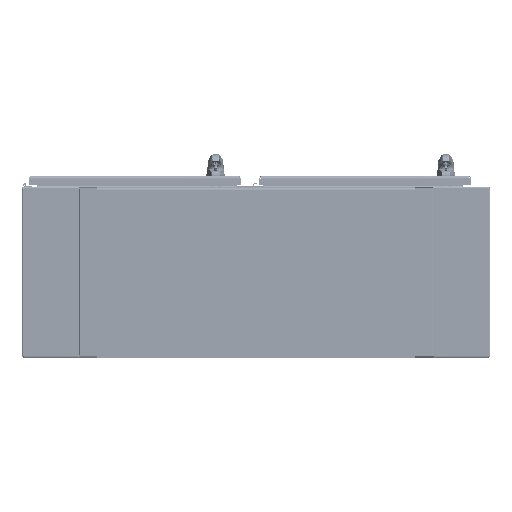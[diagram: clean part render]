
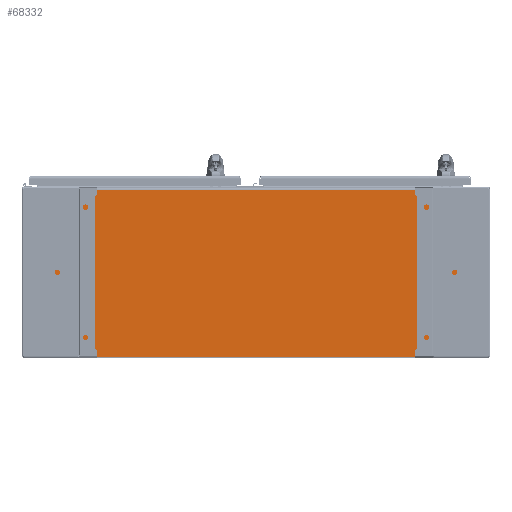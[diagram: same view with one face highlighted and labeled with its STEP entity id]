
A CAD part, front view. The second image highlights one B-rep face of the part: STEP entity #68332.
In plain terms, the highlighted face is planar.
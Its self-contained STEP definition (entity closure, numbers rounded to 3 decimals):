
#4190=PLANE('',#72878);
#6043=FACE_OUTER_BOUND('',#10389,.T.);
#10389=EDGE_LOOP('',(#46886,#46887,#46888,#46889));
#15691=LINE('',#102987,#20896);
#15696=LINE('',#103001,#20901);
#15698=LINE('',#103006,#20903);
#15700=LINE('',#103010,#20905);
#20896=VECTOR('',#81684,17.667);
#20901=VECTOR('',#81695,17.667);
#20903=VECTOR('',#81703,49.542);
#20905=VECTOR('',#81709,49.542);
#29746=VERTEX_POINT('',#102984);
#29747=VERTEX_POINT('',#102986);
#29752=VERTEX_POINT('',#102998);
#29753=VERTEX_POINT('',#103000);
#36289=EDGE_CURVE('',#29746,#29747,#15691,.T.);
#36296=EDGE_CURVE('',#29752,#29753,#15696,.T.);
#36299=EDGE_CURVE('',#29746,#29753,#15698,.T.);
#36301=EDGE_CURVE('',#29747,#29752,#15700,.T.);
#46886=ORIENTED_EDGE('',*,*,#36299,.T.);
#46887=ORIENTED_EDGE('',*,*,#36296,.F.);
#46888=ORIENTED_EDGE('',*,*,#36301,.F.);
#46889=ORIENTED_EDGE('',*,*,#36289,.F.);
#68332=ADVANCED_FACE('',(#6043),#4190,.F.);
#72878=AXIS2_PLACEMENT_3D('',#103011,#81710,#81711);
#81684=DIRECTION('',(0.,-1.,0.));
#81695=DIRECTION('',(0.,1.,0.));
#81703=DIRECTION('',(1.,0.,0.));
#81709=DIRECTION('',(1.,0.,0.));
#81710=DIRECTION('center_axis',(0.,0.,1.));
#81711=DIRECTION('ref_axis',(1.,0.,0.));
#102984=CARTESIAN_POINT('',(0.,17.667,0.));
#102986=CARTESIAN_POINT('',(0.,0.,0.));
#102987=CARTESIAN_POINT('',(0.,17.917,0.));
#102998=CARTESIAN_POINT('',(49.542,0.,0.));
#103000=CARTESIAN_POINT('',(49.542,17.667,0.));
#103001=CARTESIAN_POINT('',(49.542,0.,0.));
#103006=CARTESIAN_POINT('',(12.386,17.667,0.));
#103010=CARTESIAN_POINT('',(0.,0.,0.));
#103011=CARTESIAN_POINT('Origin',(24.771,8.959,0.));
